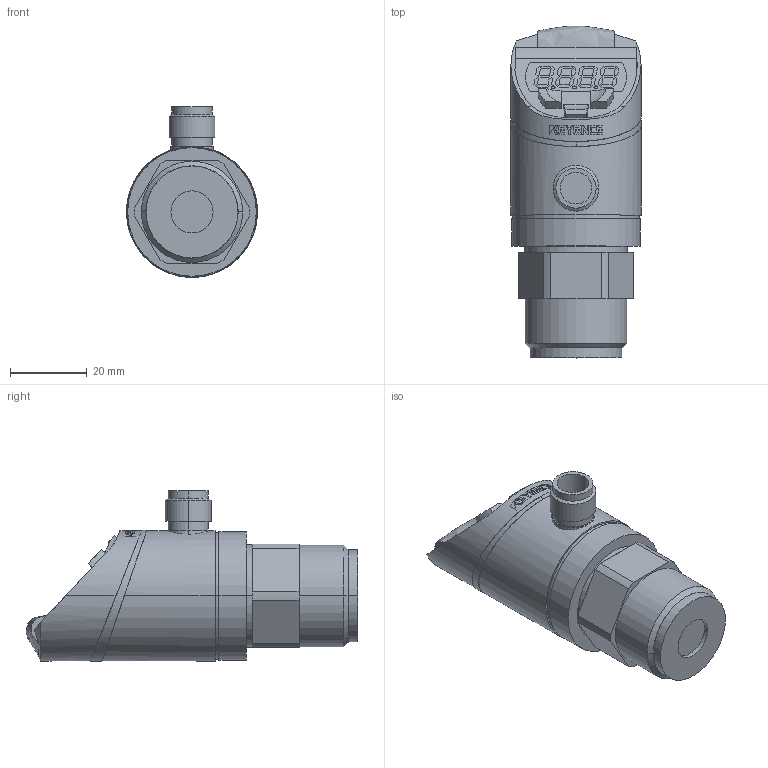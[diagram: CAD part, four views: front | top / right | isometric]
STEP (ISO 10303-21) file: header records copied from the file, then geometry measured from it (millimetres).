
FILE_DESCRIPTION (( 'STEP AP203' ), '1' );
FILE_NAME ('GP-M001_M010_M025_2.STEP', '2012-07-18T06:51:20', ( 'technosonic' ), ( 'MouseComputer PC' ), 'SwSTEP 2.0', 'SolidWorks 2010', '' );
FILE_SCHEMA (( 'CONFIG_CONTROL_DESIGN' ));
Length unit declared in the file: millimetre
Products named in the file (1): GP-M001_M010_M025_2
Bounding box: 34.2 x 86.69 x 44.6 mm (x, y, z)
Volume: 58853.5 mm3; surface area: 10582.5 mm2
Topology: 1 solids, 1 shells, 404 faces, 1027 edges, 682 vertices
Faces by surface type: plane 302, cylinder 56, bspline 41, cone 5
Entity records: 16630 total; most frequent: CARTESIAN_POINT 7017, ORIENTED_EDGE 2054, DIRECTION 1770, EDGE_CURVE 1027, LINE 742, VECTOR 742, VERTEX_POINT 682, AXIS2_PLACEMENT_3D 514
